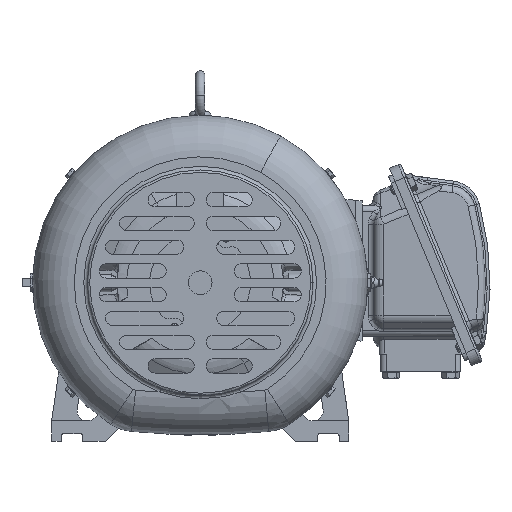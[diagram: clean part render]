
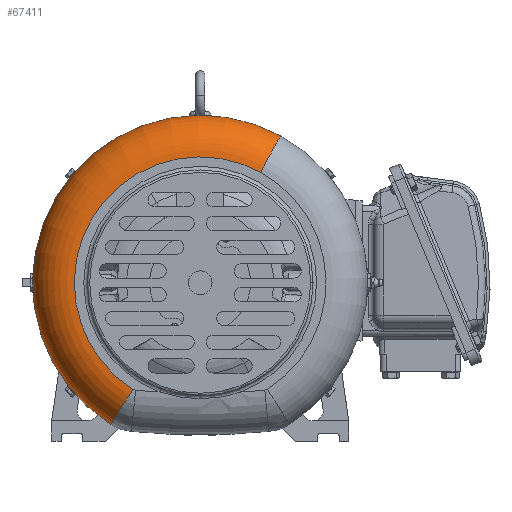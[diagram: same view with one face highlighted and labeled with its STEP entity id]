
A CAD part, front view. The second image highlights one B-rep face of the part: STEP entity #67411.
In plain terms, the highlighted toroidal (fillet/blend) face has major radius 106 mm and minor radius 35 mm.
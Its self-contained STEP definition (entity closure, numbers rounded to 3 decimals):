
#66821=CARTESIAN_POINT('Vertex',(67.599,-324.,123.739)) ;
#67128=CARTESIAN_POINT('Vertex',(-75.287,-324.,-119.218)) ;
#67131=CARTESIAN_POINT('Axis2P3D Location',(0.,-324.,0.)) ;
#67274=CARTESIAN_POINT('Axis2P3D Location',(50.819,-324.,93.024)) ;
#67278=CARTESIAN_POINT('Vertex',(50.819,-359.,93.024)) ;
#67388=CARTESIAN_POINT('Axis2P3D Location',(0.,-324.,0.)) ;
#67393=CARTESIAN_POINT('Axis2P3D Location',(-56.598,-324.,-89.625)) ;
#67397=CARTESIAN_POINT('Vertex',(-56.598,-359.,-89.625)) ;
#67400=CARTESIAN_POINT('Axis2P3D Location',(0.,-359.,0.)) ;
#67132=DIRECTION('Axis2P3D Direction',(-0.,1.,0.)) ;
#67275=DIRECTION('Axis2P3D Direction',(-0.878,0.,0.479)) ;
#67389=DIRECTION('Axis2P3D Direction',(0.,1.,0.)) ;
#67390=DIRECTION('Axis2P3D XDirection',(-0.468,0.,-0.884)) ;
#67394=DIRECTION('Axis2P3D Direction',(0.846,0.,-0.534)) ;
#67401=DIRECTION('Axis2P3D Direction',(-0.,1.,0.)) ;
#67133=AXIS2_PLACEMENT_3D('Circle Axis2P3D',#67131,#67132,$) ;
#67276=AXIS2_PLACEMENT_3D('Circle Axis2P3D',#67274,#67275,$) ;
#67391=AXIS2_PLACEMENT_3D('Torus Axis2P3D',#67388,#67389,#67390) ;
#67395=AXIS2_PLACEMENT_3D('Circle Axis2P3D',#67393,#67394,$) ;
#67402=AXIS2_PLACEMENT_3D('Circle Axis2P3D',#67400,#67401,$) ;
#67406=ORIENTED_EDGE('',*,*,#67399,.T.) ;
#67407=ORIENTED_EDGE('',*,*,#67404,.T.) ;
#67408=ORIENTED_EDGE('',*,*,#67280,.F.) ;
#67409=ORIENTED_EDGE('',*,*,#67135,.F.) ;
#67411=ADVANCED_FACE('\X2\51434EF6672C9AD4\X0\',(#67410),#67392,.T.) ;
#67134=CIRCLE('generated circle',#67133,141.) ;
#67277=CIRCLE('generated circle',#67276,35.) ;
#67396=CIRCLE('generated circle',#67395,35.) ;
#67403=CIRCLE('generated circle',#67402,106.) ;
#67392=TOROIDAL_SURFACE('homeo Torus',#67391,106.,35.) ;
#67135=EDGE_CURVE('',#67129,#66822,#67134,.T.) ;
#67280=EDGE_CURVE('',#66822,#67279,#67277,.F.) ;
#67399=EDGE_CURVE('',#67129,#67398,#67396,.F.) ;
#67404=EDGE_CURVE('',#67398,#67279,#67403,.T.) ;
#67405=EDGE_LOOP('',(#67406,#67407,#67408,#67409)) ;
#67410=FACE_OUTER_BOUND('',#67405,.T.) ;
#66822=VERTEX_POINT('',#66821) ;
#67129=VERTEX_POINT('',#67128) ;
#67279=VERTEX_POINT('',#67278) ;
#67398=VERTEX_POINT('',#67397) ;
